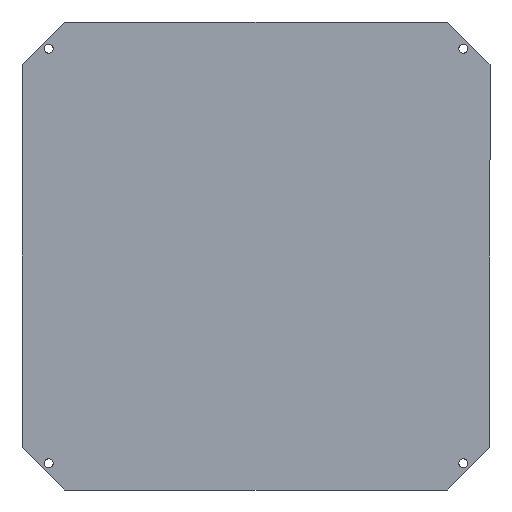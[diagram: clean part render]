
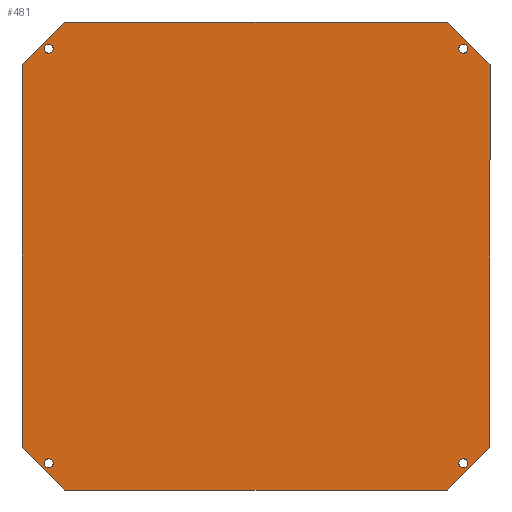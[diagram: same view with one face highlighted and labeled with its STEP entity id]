
A CAD part, front view. The second image highlights one B-rep face of the part: STEP entity #481.
In plain terms, the highlighted planar face has unit normal (0, -1, 0).
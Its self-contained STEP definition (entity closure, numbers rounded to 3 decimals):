
#5 = DIRECTION ( 'NONE',  ( 0., 0., 1. ) ) ;
#6 = EDGE_CURVE ( 'NONE', #428, #400, #195, .T. ) ;
#7 = DIRECTION ( 'NONE',  ( 0., 0., 1. ) ) ;
#9 = DIRECTION ( 'NONE',  ( 0., 1., 0. ) ) ;
#10 = EDGE_CURVE ( 'NONE', #48, #93, #387, .T. ) ;
#15 = AXIS2_PLACEMENT_3D ( 'NONE', #107, #9, #212 ) ;
#24 = VERTEX_POINT ( 'NONE', #138 ) ;
#30 = CIRCLE ( 'NONE', #616, 3.25 ) ;
#31 = VERTEX_POINT ( 'NONE', #38 ) ;
#32 = EDGE_CURVE ( 'NONE', #456, #320, #268, .T. ) ;
#33 = CARTESIAN_POINT ( 'NONE',  ( 175., 0., -143. ) ) ;
#35 = CARTESIAN_POINT ( 'NONE',  ( -155., 0., -155. ) ) ;
#37 = CARTESIAN_POINT ( 'NONE',  ( -175., 0., 175. ) ) ;
#38 = CARTESIAN_POINT ( 'NONE',  ( 143., 0., 175. ) ) ;
#47 = CARTESIAN_POINT ( 'NONE',  ( 155., 0., -155. ) ) ;
#48 = VERTEX_POINT ( 'NONE', #601 ) ;
#50 = CIRCLE ( 'NONE', #441, 3.25 ) ;
#57 = CARTESIAN_POINT ( 'NONE',  ( -143., 0., 175. ) ) ;
#60 = FACE_BOUND ( 'NONE', #108, .T. ) ;
#62 = LINE ( 'NONE', #561, #363 ) ;
#81 = AXIS2_PLACEMENT_3D ( 'NONE', #405, #617, #156 ) ;
#87 = ORIENTED_EDGE ( 'NONE', *, *, #567, .T. ) ;
#91 = LINE ( 'NONE', #150, #167 ) ;
#93 = VERTEX_POINT ( 'NONE', #578 ) ;
#105 = FACE_BOUND ( 'NONE', #556, .T. ) ;
#107 = CARTESIAN_POINT ( 'NONE',  ( 0., 0., 0. ) ) ;
#108 = EDGE_LOOP ( 'NONE', ( #353, #152 ) ) ;
#109 = CARTESIAN_POINT ( 'NONE',  ( 155., 0., -155. ) ) ;
#121 = VECTOR ( 'NONE', #337, 1000. ) ;
#122 = ORIENTED_EDGE ( 'NONE', *, *, #394, .F. ) ;
#124 = CIRCLE ( 'NONE', #210, 3.25 ) ;
#137 = CARTESIAN_POINT ( 'NONE',  ( -155., 0., 155. ) ) ;
#138 = CARTESIAN_POINT ( 'NONE',  ( 143., 0., -175. ) ) ;
#145 = CARTESIAN_POINT ( 'NONE',  ( -175., 0., -175. ) ) ;
#146 = VERTEX_POINT ( 'NONE', #431 ) ;
#148 = AXIS2_PLACEMENT_3D ( 'NONE', #35, #550, #290 ) ;
#150 = CARTESIAN_POINT ( 'NONE',  ( 175., 0., 143. ) ) ;
#152 = ORIENTED_EDGE ( 'NONE', *, *, #526, .T. ) ;
#156 = DIRECTION ( 'NONE',  ( 0., 0., -1. ) ) ;
#158 = CARTESIAN_POINT ( 'NONE',  ( -155., 0., -151.75 ) ) ;
#161 = EDGE_CURVE ( 'NONE', #377, #146, #50, .T. ) ;
#162 = DIRECTION ( 'NONE',  ( -1., 0., 0. ) ) ;
#164 = AXIS2_PLACEMENT_3D ( 'NONE', #109, #470, #7 ) ;
#166 = ORIENTED_EDGE ( 'NONE', *, *, #6, .T. ) ;
#167 = VECTOR ( 'NONE', #237, 1000. ) ;
#170 = CARTESIAN_POINT ( 'NONE',  ( 155., 0., -158.25 ) ) ;
#194 = DIRECTION ( 'NONE',  ( 0., 1., 0. ) ) ;
#195 = LINE ( 'NONE', #649, #121 ) ;
#198 = CARTESIAN_POINT ( 'NONE',  ( -155., 0., -158.25 ) ) ;
#199 = CIRCLE ( 'NONE', #81, 3.25 ) ;
#208 = VECTOR ( 'NONE', #511, 1000. ) ;
#209 = DIRECTION ( 'NONE',  ( 0., 1., 0. ) ) ;
#210 = AXIS2_PLACEMENT_3D ( 'NONE', #47, #451, #459 ) ;
#212 = DIRECTION ( 'NONE',  ( 0., 0., 1. ) ) ;
#221 = CARTESIAN_POINT ( 'NONE',  ( 155., 0., 158.25 ) ) ;
#237 = DIRECTION ( 'NONE',  ( -0.707, 0., 0.707 ) ) ;
#238 = CIRCLE ( 'NONE', #164, 3.25 ) ;
#253 = ORIENTED_EDGE ( 'NONE', *, *, #334, .T. ) ;
#254 = FACE_OUTER_BOUND ( 'NONE', #661, .T. ) ;
#259 = ORIENTED_EDGE ( 'NONE', *, *, #32, .T. ) ;
#268 = CIRCLE ( 'NONE', #148, 3.25 ) ;
#271 = DIRECTION ( 'NONE',  ( 0., 0., -1. ) ) ;
#278 = DIRECTION ( 'NONE',  ( 0., 0., -1. ) ) ;
#285 = EDGE_LOOP ( 'NONE', ( #471, #253 ) ) ;
#290 = DIRECTION ( 'NONE',  ( 0., 0., -1. ) ) ;
#293 = VECTOR ( 'NONE', #278, 1000. ) ;
#299 = CARTESIAN_POINT ( 'NONE',  ( 155., 0., -151.75 ) ) ;
#306 = LINE ( 'NONE', #310, #620 ) ;
#310 = CARTESIAN_POINT ( 'NONE',  ( 143., 0., -175. ) ) ;
#311 = EDGE_CURVE ( 'NONE', #533, #31, #91, .T. ) ;
#320 = VERTEX_POINT ( 'NONE', #198 ) ;
#326 = LINE ( 'NONE', #531, #293 ) ;
#330 = CARTESIAN_POINT ( 'NONE',  ( 155., 0., 151.75 ) ) ;
#331 = AXIS2_PLACEMENT_3D ( 'NONE', #460, #209, #5 ) ;
#334 = EDGE_CURVE ( 'NONE', #364, #553, #124, .T. ) ;
#337 = DIRECTION ( 'NONE',  ( -0.707, 0., -0.707 ) ) ;
#339 = CARTESIAN_POINT ( 'NONE',  ( 155., 0., 155. ) ) ;
#340 = ORIENTED_EDGE ( 'NONE', *, *, #421, .F. ) ;
#349 = ORIENTED_EDGE ( 'NONE', *, *, #662, .F. ) ;
#353 = ORIENTED_EDGE ( 'NONE', *, *, #161, .T. ) ;
#356 = EDGE_CURVE ( 'NONE', #654, #610, #30, .T. ) ;
#363 = VECTOR ( 'NONE', #162, 1000. ) ;
#364 = VERTEX_POINT ( 'NONE', #299 ) ;
#366 = PLANE ( 'NONE',  #15 ) ;
#374 = VECTOR ( 'NONE', #502, 1000. ) ;
#377 = VERTEX_POINT ( 'NONE', #490 ) ;
#387 = LINE ( 'NONE', #537, #374 ) ;
#392 = DIRECTION ( 'NONE',  ( 0., 0., -1. ) ) ;
#394 = EDGE_CURVE ( 'NONE', #48, #400, #543, .T. ) ;
#400 = VERTEX_POINT ( 'NONE', #555 ) ;
#405 = CARTESIAN_POINT ( 'NONE',  ( -155., 0., -155. ) ) ;
#409 = AXIS2_PLACEMENT_3D ( 'NONE', #643, #430, #271 ) ;
#410 = EDGE_CURVE ( 'NONE', #320, #456, #199, .T. ) ;
#411 = CARTESIAN_POINT ( 'NONE',  ( 175., 0., 143. ) ) ;
#421 = EDGE_CURVE ( 'NONE', #428, #31, #558, .T. ) ;
#423 = ORIENTED_EDGE ( 'NONE', *, *, #410, .T. ) ;
#426 = DIRECTION ( 'NONE',  ( 0., 0., 1. ) ) ;
#428 = VERTEX_POINT ( 'NONE', #57 ) ;
#430 = DIRECTION ( 'NONE',  ( 0., 1., 0. ) ) ;
#431 = CARTESIAN_POINT ( 'NONE',  ( -155., 0., 158.25 ) ) ;
#433 = EDGE_CURVE ( 'NONE', #24, #93, #62, .T. ) ;
#441 = AXIS2_PLACEMENT_3D ( 'NONE', #137, #596, #426 ) ;
#448 = EDGE_CURVE ( 'NONE', #553, #364, #238, .T. ) ;
#451 = DIRECTION ( 'NONE',  ( 0., 1., 0. ) ) ;
#452 = ORIENTED_EDGE ( 'NONE', *, *, #311, .T. ) ;
#456 = VERTEX_POINT ( 'NONE', #158 ) ;
#459 = DIRECTION ( 'NONE',  ( 0., 0., 1. ) ) ;
#460 = CARTESIAN_POINT ( 'NONE',  ( -155., 0., 155. ) ) ;
#470 = DIRECTION ( 'NONE',  ( 0., 1., 0. ) ) ;
#471 = ORIENTED_EDGE ( 'NONE', *, *, #448, .T. ) ;
#481 = ADVANCED_FACE ( 'NONE', ( #254, #570, #509, #105, #60 ), #366, .F. ) ;
#490 = CARTESIAN_POINT ( 'NONE',  ( -155., 0., 151.75 ) ) ;
#502 = DIRECTION ( 'NONE',  ( 0.707, 0., -0.707 ) ) ;
#504 = EDGE_CURVE ( 'NONE', #24, #565, #306, .T. ) ;
#509 = FACE_BOUND ( 'NONE', #606, .T. ) ;
#511 = DIRECTION ( 'NONE',  ( 1., 0., 0. ) ) ;
#512 = VECTOR ( 'NONE', #653, 1000. ) ;
#526 = EDGE_CURVE ( 'NONE', #146, #377, #534, .T. ) ;
#527 = ORIENTED_EDGE ( 'NONE', *, *, #433, .F. ) ;
#531 = CARTESIAN_POINT ( 'NONE',  ( 175., 0., -175. ) ) ;
#533 = VERTEX_POINT ( 'NONE', #411 ) ;
#534 = CIRCLE ( 'NONE', #331, 3.25 ) ;
#537 = CARTESIAN_POINT ( 'NONE',  ( -175., 0., -143. ) ) ;
#543 = LINE ( 'NONE', #145, #512 ) ;
#545 = ORIENTED_EDGE ( 'NONE', *, *, #356, .T. ) ;
#550 = DIRECTION ( 'NONE',  ( 0., 1., 0. ) ) ;
#553 = VERTEX_POINT ( 'NONE', #170 ) ;
#555 = CARTESIAN_POINT ( 'NONE',  ( -175., 0., 143. ) ) ;
#556 = EDGE_LOOP ( 'NONE', ( #545, #87 ) ) ;
#558 = LINE ( 'NONE', #37, #208 ) ;
#561 = CARTESIAN_POINT ( 'NONE',  ( -175., 0., -175. ) ) ;
#565 = VERTEX_POINT ( 'NONE', #33 ) ;
#567 = EDGE_CURVE ( 'NONE', #610, #654, #630, .T. ) ;
#570 = FACE_BOUND ( 'NONE', #285, .T. ) ;
#578 = CARTESIAN_POINT ( 'NONE',  ( -143., 0., -175. ) ) ;
#596 = DIRECTION ( 'NONE',  ( 0., 1., 0. ) ) ;
#601 = CARTESIAN_POINT ( 'NONE',  ( -175., 0., -143. ) ) ;
#606 = EDGE_LOOP ( 'NONE', ( #423, #259 ) ) ;
#610 = VERTEX_POINT ( 'NONE', #221 ) ;
#616 = AXIS2_PLACEMENT_3D ( 'NONE', #339, #194, #392 ) ;
#617 = DIRECTION ( 'NONE',  ( 0., 1., 0. ) ) ;
#620 = VECTOR ( 'NONE', #631, 1000. ) ;
#626 = ORIENTED_EDGE ( 'NONE', *, *, #504, .T. ) ;
#630 = CIRCLE ( 'NONE', #409, 3.25 ) ;
#631 = DIRECTION ( 'NONE',  ( 0.707, 0., 0.707 ) ) ;
#643 = CARTESIAN_POINT ( 'NONE',  ( 155., 0., 155. ) ) ;
#649 = CARTESIAN_POINT ( 'NONE',  ( -143., 0., 175. ) ) ;
#653 = DIRECTION ( 'NONE',  ( 0., 0., 1. ) ) ;
#654 = VERTEX_POINT ( 'NONE', #330 ) ;
#655 = ORIENTED_EDGE ( 'NONE', *, *, #10, .T. ) ;
#661 = EDGE_LOOP ( 'NONE', ( #527, #626, #349, #452, #340, #166, #122, #655 ) ) ;
#662 = EDGE_CURVE ( 'NONE', #533, #565, #326, .T. ) ;
